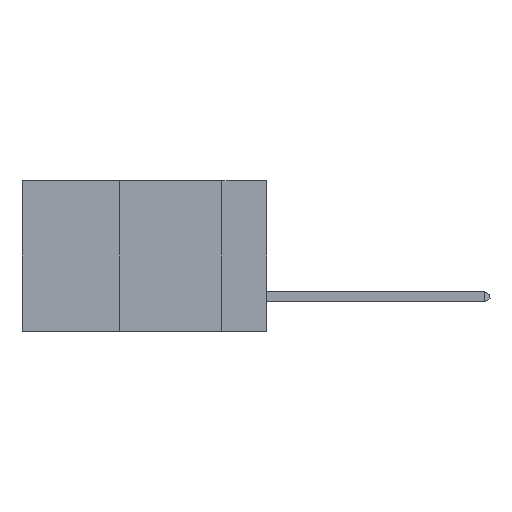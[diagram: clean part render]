
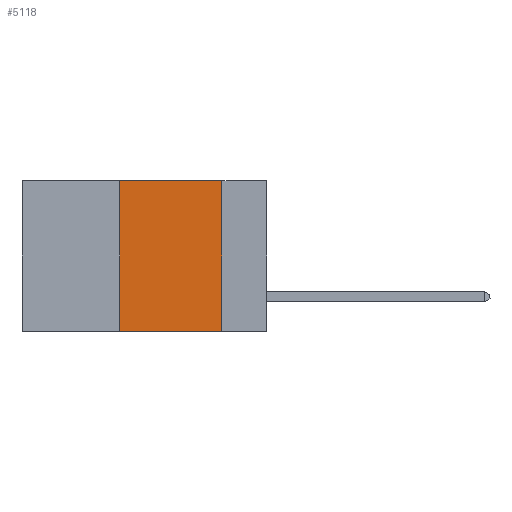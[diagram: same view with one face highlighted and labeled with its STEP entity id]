
A CAD part, left-side view. The second image highlights one B-rep face of the part: STEP entity #5118.
In plain terms, the highlighted planar face has unit normal (-1, 0, 0).
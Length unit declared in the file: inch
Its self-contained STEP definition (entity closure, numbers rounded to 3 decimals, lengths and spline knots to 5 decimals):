
#480 = EDGE_CURVE ( 'NONE', #604, #8584, #3831, .T. ) ;
#534 = DIRECTION ( 'NONE',  ( 0., 0., -1. ) ) ;
#604 = VERTEX_POINT ( 'NONE', #7915 ) ;
#896 = CARTESIAN_POINT ( 'NONE',  ( 0., 0.11, -0.37 ) ) ;
#1189 = EDGE_CURVE ( 'NONE', #4488, #9477, #2847, .T. ) ;
#1279 = ORIENTED_EDGE ( 'NONE', *, *, #480, .F. ) ;
#1570 = EDGE_CURVE ( 'NONE', #4488, #8584, #5498, .T. ) ;
#1707 = CARTESIAN_POINT ( 'NONE',  ( 0., 0.6, 0. ) ) ;
#1868 = CARTESIAN_POINT ( 'NONE',  ( 0., 0.36, 0. ) ) ;
#1905 = ORIENTED_EDGE ( 'NONE', *, *, #6812, .F. ) ;
#2176 = DIRECTION ( 'NONE',  ( 0., 0., 1. ) ) ;
#2257 = ORIENTED_EDGE ( 'NONE', *, *, #1570, .T. ) ;
#2847 = LINE ( 'NONE', #1868, #4615 ) ;
#2895 = ORIENTED_EDGE ( 'NONE', *, *, #1189, .F. ) ;
#3145 = DIRECTION ( 'NONE',  ( 0., 0., -1. ) ) ;
#3371 = CARTESIAN_POINT ( 'NONE',  ( 0., 0.6, -0.37 ) ) ;
#3831 = LINE ( 'NONE', #7223, #9135 ) ;
#4068 = DIRECTION ( 'NONE',  ( 0., -1., 0. ) ) ;
#4488 = VERTEX_POINT ( 'NONE', #6877 ) ;
#4615 = VECTOR ( 'NONE', #2176, 39.37008 ) ;
#4673 = PLANE ( 'NONE',  #6713 ) ;
#5090 = DIRECTION ( 'NONE',  ( 1., 0., 0. ) ) ;
#5118 = ADVANCED_FACE ( 'NONE', ( #9347 ), #4673, .F. ) ;
#5339 = VECTOR ( 'NONE', #4068, 39.37008 ) ;
#5498 = LINE ( 'NONE', #3371, #8929 ) ;
#5801 = LINE ( 'NONE', #8280, #5339 ) ;
#6334 = DIRECTION ( 'NONE',  ( 0., -1., 0. ) ) ;
#6657 = CARTESIAN_POINT ( 'NONE',  ( 0., 0.36, 0. ) ) ;
#6713 = AXIS2_PLACEMENT_3D ( 'NONE', #1707, #5090, #534 ) ;
#6812 = EDGE_CURVE ( 'NONE', #9477, #604, #5801, .T. ) ;
#6877 = CARTESIAN_POINT ( 'NONE',  ( 0., 0.36, -0.37 ) ) ;
#7223 = CARTESIAN_POINT ( 'NONE',  ( 0., 0.11, 0. ) ) ;
#7358 = EDGE_LOOP ( 'NONE', ( #1279, #1905, #2895, #2257 ) ) ;
#7915 = CARTESIAN_POINT ( 'NONE',  ( 0., 0.11, 0. ) ) ;
#8280 = CARTESIAN_POINT ( 'NONE',  ( 0., 0.6, 0. ) ) ;
#8584 = VERTEX_POINT ( 'NONE', #896 ) ;
#8929 = VECTOR ( 'NONE', #6334, 39.37008 ) ;
#9135 = VECTOR ( 'NONE', #3145, 39.37008 ) ;
#9347 = FACE_OUTER_BOUND ( 'NONE', #7358, .T. ) ;
#9477 = VERTEX_POINT ( 'NONE', #6657 ) ;
